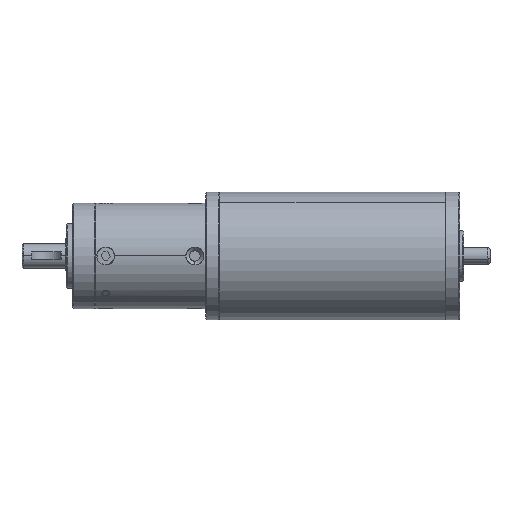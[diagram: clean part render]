
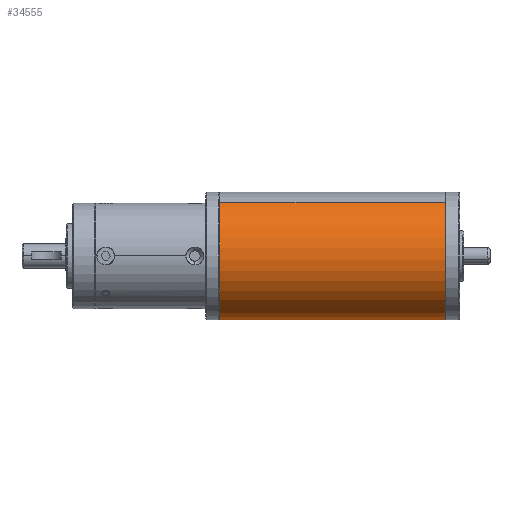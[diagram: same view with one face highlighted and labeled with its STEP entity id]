
A CAD part, left-side view. The second image highlights one B-rep face of the part: STEP entity #34555.
In plain terms, the highlighted cylindrical face has radius 31.5 mm (diameter 63 mm), a partial arc.
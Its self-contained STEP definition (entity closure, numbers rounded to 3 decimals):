
#583 = CARTESIAN_POINT ( 'NONE',  ( 0., 111., 0. ) ) ;
#3031 = CARTESIAN_POINT ( 'NONE',  ( 0., 111., 0. ) ) ;
#5101 = EDGE_LOOP ( 'NONE', ( #51870, #22416, #42824, #8800 ) ) ;
#5442 = DIRECTION ( 'NONE',  ( 0., 1., 0. ) ) ;
#7003 = CARTESIAN_POINT ( 'NONE',  ( 0., 111., -31.5 ) ) ;
#7834 = FACE_OUTER_BOUND ( 'NONE', #5101, .T. ) ;
#8800 = ORIENTED_EDGE ( 'NONE', *, *, #43699, .F. ) ;
#9792 = VERTEX_POINT ( 'NONE', #30403 ) ;
#14949 = LINE ( 'NONE', #32157, #30868 ) ;
#19316 = VERTEX_POINT ( 'NONE', #7003 ) ;
#19719 = CYLINDRICAL_SURFACE ( 'NONE', #27873, 31.5 ) ;
#22408 = VERTEX_POINT ( 'NONE', #37002 ) ;
#22416 = ORIENTED_EDGE ( 'NONE', *, *, #59231, .T. ) ;
#26345 = DIRECTION ( 'NONE',  ( 0., -1., 0. ) ) ;
#27522 = DIRECTION ( 'NONE',  ( 0., -1., 0. ) ) ;
#27873 = AXIS2_PLACEMENT_3D ( 'NONE', #3031, #39010, #48771 ) ;
#28801 = DIRECTION ( 'NONE',  ( 0., 0., 1. ) ) ;
#30403 = CARTESIAN_POINT ( 'NONE',  ( 0., 0., 31.5 ) ) ;
#30868 = VECTOR ( 'NONE', #27522, 1000. ) ;
#31525 = LINE ( 'NONE', #56659, #46601 ) ;
#32157 = CARTESIAN_POINT ( 'NONE',  ( 0., 111., -31.5 ) ) ;
#32795 = CARTESIAN_POINT ( 'NONE',  ( 0., 0., -31.5 ) ) ;
#34555 = ADVANCED_FACE ( 'NONE', ( #7834 ), #19719, .T. ) ;
#37002 = CARTESIAN_POINT ( 'NONE',  ( 0., 111., 31.5 ) ) ;
#38586 = EDGE_CURVE ( 'NONE', #9792, #53008, #43334, .T. ) ;
#39010 = DIRECTION ( 'NONE',  ( 0., -1., 0. ) ) ;
#42824 = ORIENTED_EDGE ( 'NONE', *, *, #38586, .T. ) ;
#43334 = CIRCLE ( 'NONE', #50401, 31.5 ) ;
#43699 = EDGE_CURVE ( 'NONE', #19316, #53008, #14949, .T. ) ;
#44273 = DIRECTION ( 'NONE',  ( 0., 1., 0. ) ) ;
#44333 = AXIS2_PLACEMENT_3D ( 'NONE', #583, #5442, #50557 ) ;
#46601 = VECTOR ( 'NONE', #26345, 1000. ) ;
#48771 = DIRECTION ( 'NONE',  ( 0., 0., -1. ) ) ;
#50401 = AXIS2_PLACEMENT_3D ( 'NONE', #53829, #44273, #28801 ) ;
#50557 = DIRECTION ( 'NONE',  ( 0., 0., 1. ) ) ;
#51870 = ORIENTED_EDGE ( 'NONE', *, *, #62942, .F. ) ;
#53008 = VERTEX_POINT ( 'NONE', #32795 ) ;
#53829 = CARTESIAN_POINT ( 'NONE',  ( 0., 0., 0. ) ) ;
#55739 = CIRCLE ( 'NONE', #44333, 31.5 ) ;
#56659 = CARTESIAN_POINT ( 'NONE',  ( 0., 111., 31.5 ) ) ;
#59231 = EDGE_CURVE ( 'NONE', #22408, #9792, #31525, .T. ) ;
#62942 = EDGE_CURVE ( 'NONE', #22408, #19316, #55739, .T. ) ;
